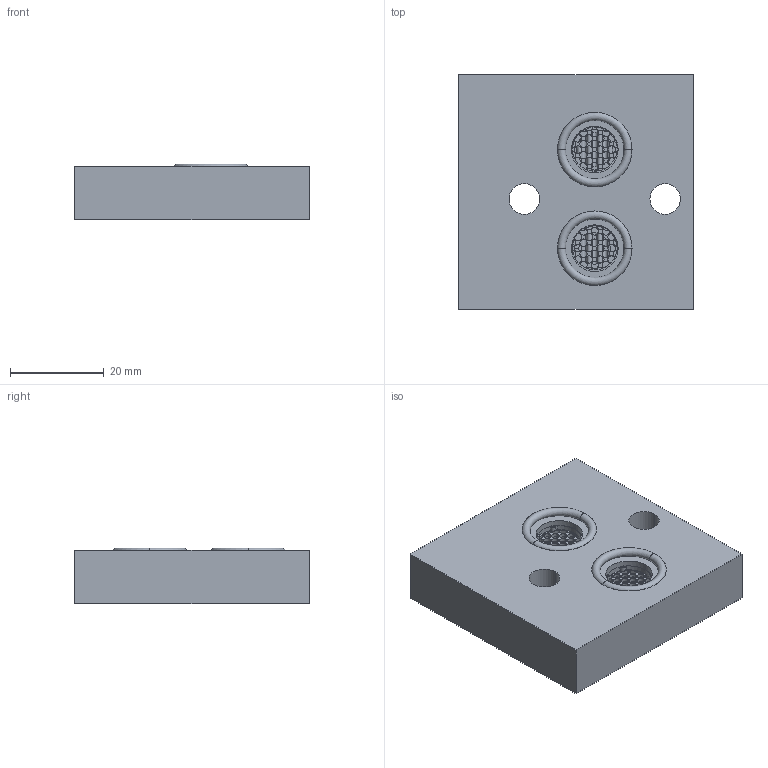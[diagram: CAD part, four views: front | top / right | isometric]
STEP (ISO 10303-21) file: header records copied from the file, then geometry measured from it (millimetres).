
FILE_DESCRIPTION((''),'2;1');
FILE_NAME('ILCM47084204','2018-08-09T',('jdw'),(''),'PRO/ENGINEER BY PARAMETRIC TECHNOLOGY CORPORATION, 2013320','PRO/ENGINEER BY PARAMETRIC TECHNOLOGY CORPORATION, 2013320','');
FILE_SCHEMA(('AUTOMOTIVE_DESIGN { 1 0 10303 214 1 1 1 1 }'));
Length unit declared in the file: inch
Products named in the file (1): ILCM47084204
Bounding box: 49.99 x 49.99 x 11.89 mm (x, y, z)
Volume: 26342.1 mm3; surface area: 10043 mm2
Topology: 2 solids, 2 shells, 540 faces, 1899 edges, 1219 vertices
Faces by surface type: cylinder 402, plane 130, cone 4, torus 4
Entity records: 26086 total; most frequent: CARTESIAN_POINT 5019, DIRECTION 3960, ORIENTED_EDGE 3798, EDGE_CURVE 1899, AXIS2_PLACEMENT_3D 1622, VERTEX_POINT 1219, CIRCLE 1082, VECTOR 716
